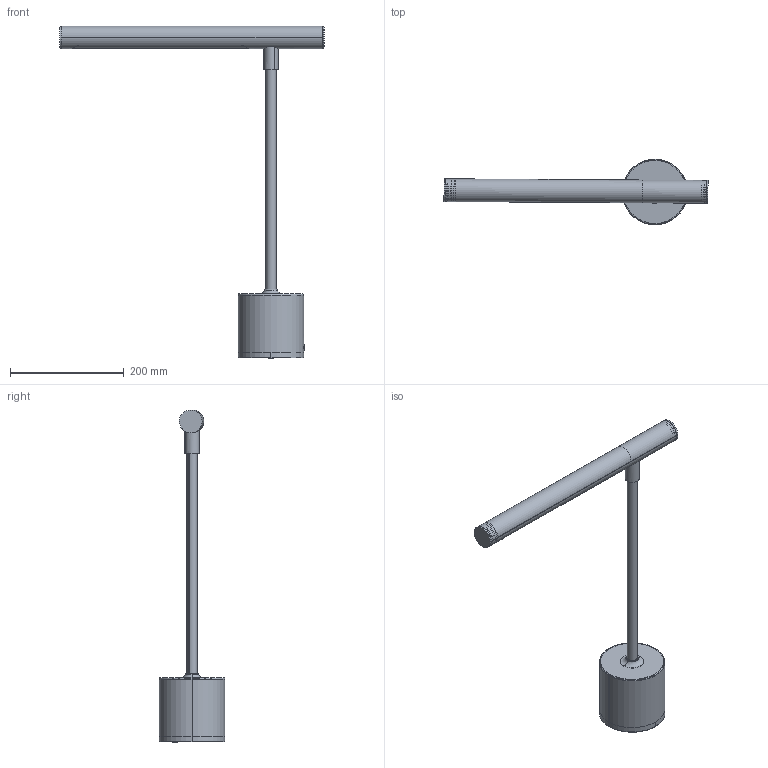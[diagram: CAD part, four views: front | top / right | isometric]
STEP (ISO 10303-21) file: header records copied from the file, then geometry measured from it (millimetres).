
FILE_DESCRIPTION (( 'STEP AP214' ), '1' );
FILE_NAME ('Assem Arevik Cygnus.STEP', '2019-02-20T12:25:36', ( '' ), ( '' ), 'SwSTEP 2.0', 'SolidWorks 2018', '' );
FILE_SCHEMA (( 'AUTOMOTIVE_DESIGN' ));
Length unit declared in the file: millimetre
Products named in the file (11): Cap 10  - 12pd2001003-01-01; Assem Arevik Cygnus; Screw m4-20  - 12pd2001003-05-01; plastic galand  - 12pd2001003-17-01; Oring3  - 12pd2001003-13-01; Cap  - 12pd2001003-14-01; plaxy 330  - 12pd2001003-15-01; SHAFT 25  - 12pd2001003-11-01; Base Sheet  - 12pd2001003-18-01; Main Pipe  - 12pd2001003-19-01; Main Rad  - 12pd2001003-10-01
Assembly tree (13 placements, depth 2):
  Assem Arevik Cygnus
    Base Sheet  - 12pd2001003-18-01
    Main Rad  - 12pd2001003-10-01
    Cap 10  - 12pd2001003-01-01
    Main Pipe  - 12pd2001003-19-01
    SHAFT 25  - 12pd2001003-11-01
    plaxy 330  - 12pd2001003-15-01
    Cap  - 12pd2001003-14-01  x2
    Oring3  - 12pd2001003-13-01  x2
    plastic galand  - 12pd2001003-17-01
    Screw m4-20  - 12pd2001003-05-01  x2
Bounding box: 463.44 x 115 x 582.65 mm (x, y, z)
Volume: 395868.2 mm3; surface area: 355327 mm2
Topology: 13 solids, 13 shells, 619 faces, 1680 edges, 1096 vertices
Faces by surface type: cylinder 488, plane 69, torus 34, bspline 20, cone 8
Entity records: 32354 total; most frequent: CARTESIAN_POINT 23058, ORIENTED_EDGE 2146, DIRECTION 1565, EDGE_CURVE 1073, VERTEX_POINT 699, AXIS2_PLACEMENT_3D 596, EDGE_LOOP 434, ADVANCED_FACE 401
